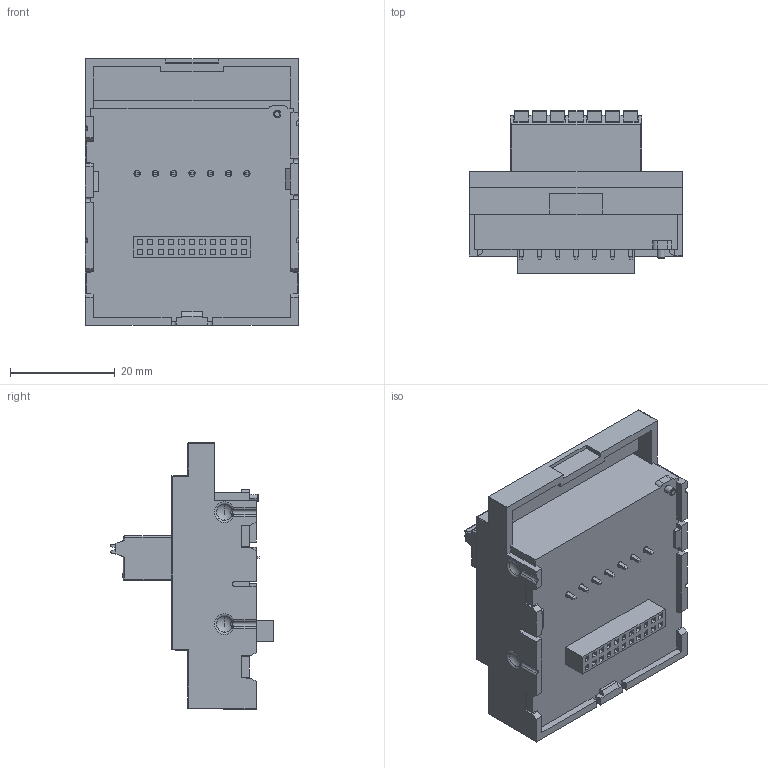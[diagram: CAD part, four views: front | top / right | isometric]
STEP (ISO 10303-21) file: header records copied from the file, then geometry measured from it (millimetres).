
FILE_DESCRIPTION((''),'2;1');
FILE_NAME('232-1_ASM','2025-04-23T10:34:38',('YUE.WEI'),(''),'CREO PARAMETRIC BY PTC INC, 2018400','CREO PARAMETRIC BY PTC INC, 2018400','');
FILE_SCHEMA(('CONFIG_CONTROL_DESIGN','SHAPE_APPEARANCE_LAYERS_GROUPS'));
Products named in the file (5): 232-1_1_1; 232-1_1_2; 232-1_1_3; 232-1_1_ASM; 232-1_ASM
Assembly tree (4 placements, depth 3):
  232-1_ASM
    232-1_1_ASM
      232-1_1_1
      232-1_1_2
      232-1_1_3
Bounding box: 40.8 x 31.15 x 51 mm (x, y, z)
Volume: 22087.7 mm3; surface area: 14583.9 mm2
Topology: 3 solids, 13 shells, 2862 faces, 7938 edges, 5129 vertices
Faces by surface type: plane 2254, cylinder 454, cone 68, bspline 42, torus 22, sphere 14, revolution 8
Entity records: 99281 total; most frequent: CARTESIAN_POINT 19019, ORIENTED_EDGE 15637, DIRECTION 14188, EDGE_CURVE 7866, VECTOR 6632, LINE 6632, VERTEX_POINT 5129, AXIS2_PLACEMENT_3D 3774
